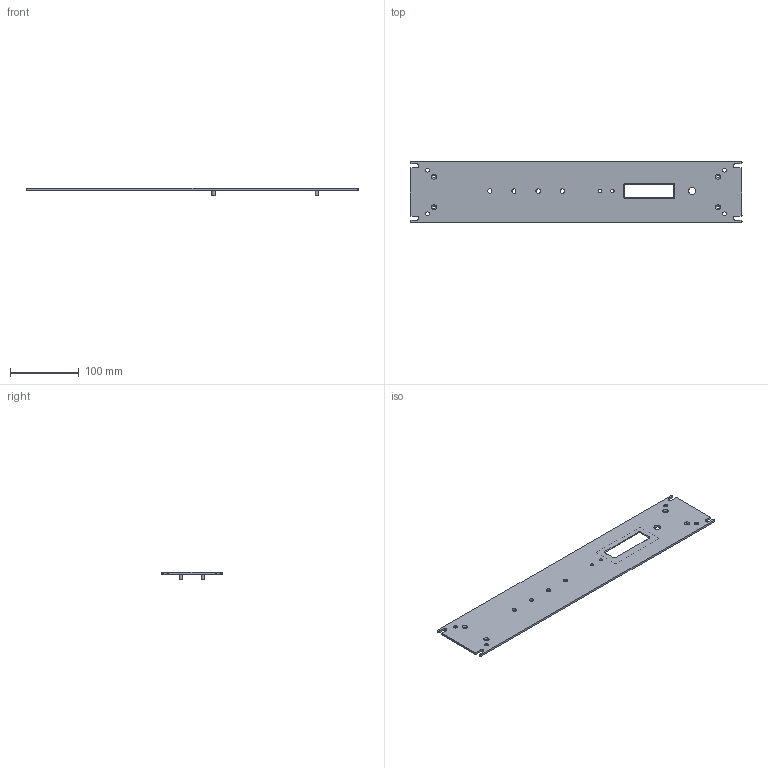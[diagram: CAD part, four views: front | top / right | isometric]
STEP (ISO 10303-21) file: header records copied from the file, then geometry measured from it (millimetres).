
FILE_DESCRIPTION(('Open CASCADE Model'),'2;1');
FILE_NAME('Open CASCADE Shape Model','2025-11-28T20:10:28',('Author'),( 'Open CASCADE'),'Open CASCADE STEP processor 7.5','Open CASCADE 7.5' ,'Unknown');
FILE_SCHEMA(('AUTOMOTIVE_DESIGN { 1 0 10303 214 1 1 1 1 }'));
Length unit declared in the file: millimetre
Products named in the file (6): Open CASCADE STEP translator 7.5 1; Open CASCADE STEP translator 7.5 1.1; Open CASCADE STEP translator 7.5 1.2; Open CASCADE STEP translator 7.5 1.3; Open CASCADE STEP translator 7.5 1.4; Open CASCADE STEP translator 7.5 1.5
Assembly tree (5 placements, depth 2):
  Open CASCADE STEP translator 7.5 1
    Open CASCADE STEP translator 7.5 1.1
    Open CASCADE STEP translator 7.5 1.2
    Open CASCADE STEP translator 7.5 1.3
    Open CASCADE STEP translator 7.5 1.4
    Open CASCADE STEP translator 7.5 1.5
Bounding box: 482.6 x 88.09 x 11 mm (x, y, z)
Volume: 116798.8 mm3; surface area: 86918.4 mm2
Topology: 5 solids, 5 shells, 134 faces, 317 edges, 206 vertices
Faces by surface type: cylinder 67, plane 55, cone 12
Full cylindrical faces by diameter (mm): 2.2 x4, 3.96 x4, 5 x4, 5.1 x2, 5.56 x4, 7 x8, 10.16 x1
Entity records: 8300 total; most frequent: CARTESIAN_POINT 1641, DIRECTION 1293, LINE 639, VECTOR 639, ORIENTED_EDGE 634, PCURVE 634, DEFINITIONAL_REPRESENTATION 634, EDGE_CURVE 317
